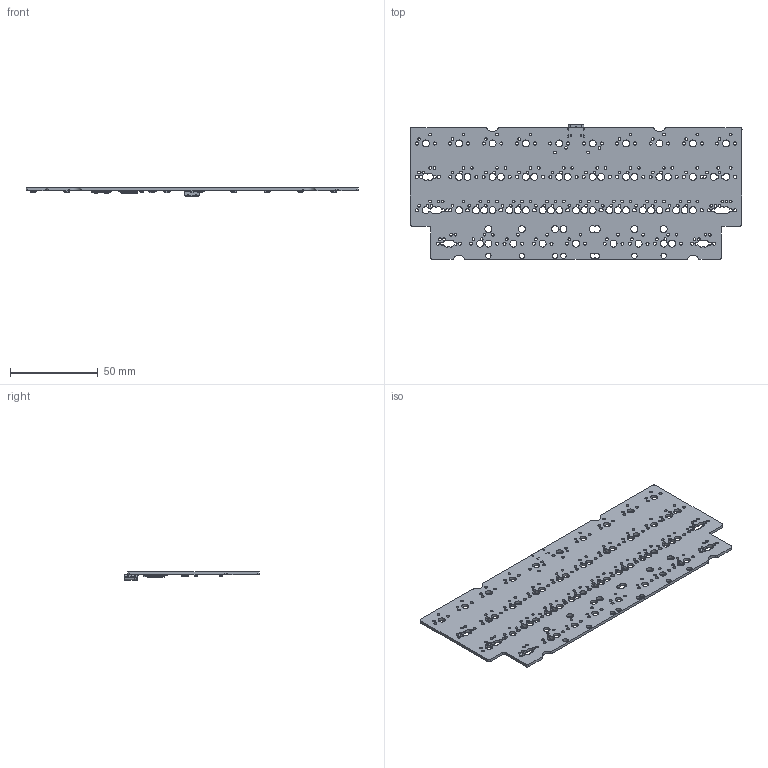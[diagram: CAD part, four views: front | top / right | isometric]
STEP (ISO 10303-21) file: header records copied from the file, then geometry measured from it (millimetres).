
FILE_DESCRIPTION(('KiCad electronic assembly'),'2;1');
FILE_NAME('bassik.step','2024-09-19T19:46:04',('Pcbnew'),('Kicad'), 'Open CASCADE STEP processor 7.7','KiCad to STEP converter','Unknown' );
FILE_SCHEMA(('AUTOMOTIVE_DESIGN { 1 0 10303 214 1 1 1 1 }'));
Length unit declared in the file: millimetre
Products named in the file (22): bassik 1; C_0402_1005Metric; D_SOD-123; D_SOD_123; R_0402_1005Metric; SW_SPST_TL3342; SOT-143; SOT_143; CON_TYPE-C-31-M-12; CON_TYPE-C-31-M-12 v3; C_0603_1608Metric; SOT-23; SOT_23; Fuse_1206_3216Metric; LQFP-48_7x7mm_P0.5mm; LQFP_48_7x7mm_P05mm; bassik_PCB
Assembly tree (71 placements, depth 3):
  bassik 1
    C_0402_1005Metric  x9
      C_0402_1005Metric
    D_SOD-123  x39
      D_SOD_123
    R_0402_1005Metric  x4
      R_0402_1005Metric
    SW_SPST_TL3342  x2
      SW_SPST_TL3342
    SOT-143
      SOT_143
    CON_TYPE-C-31-M-12
      CON_TYPE-C-31-M-12 v3
    C_0603_1608Metric
      C_0603_1608Metric
    SOT-23
      SOT_23
    Fuse_1206_3216Metric
      Fuse_1206_3216Metric
    LQFP-48_7x7mm_P0.5mm
      LQFP_48_7x7mm_P05mm
    bassik_PCB
Bounding box: 189.45 x 76.94 x 4.85 mm (x, y, z)
Volume: 20050.7 mm3; surface area: 30516.7 mm2
Topology: 64 solids, 66 shells, 5387 faces, 13512 edges, 8306 vertices
Faces by surface type: plane 2747, cylinder 1393, bspline 1181, sphere 32, torus 28, cone 6
Full cylindrical faces by diameter (mm): 0.5 x3, 0.65 x2, 1.524 x115, 1.75 x60, 2 x2, 3.048 x6, 3.988 x39
Entity records: 87038 total; most frequent: CARTESIAN_POINT 17119, ORIENTED_EDGE 12510, DIRECTION 12445, EDGE_CURVE 6255, AXIS2_PLACEMENT_3D 4155, LINE 4135, VECTOR 4135, VERTEX_POINT 3959
